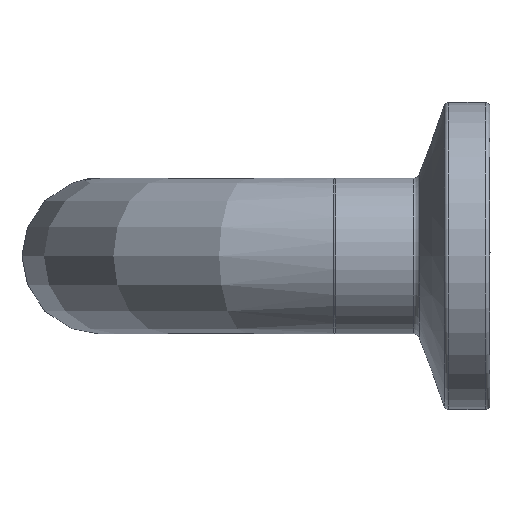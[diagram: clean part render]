
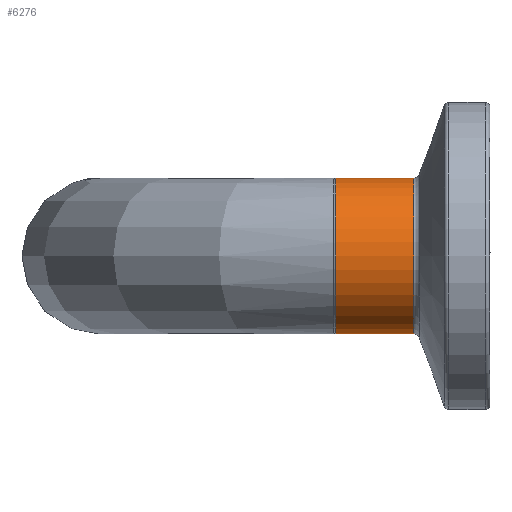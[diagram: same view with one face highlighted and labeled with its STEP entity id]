
A CAD part, left-side view. The second image highlights one B-rep face of the part: STEP entity #6276.
In plain terms, the highlighted cylindrical face has radius 6.35 mm (diameter 12.7 mm), a full revolution.
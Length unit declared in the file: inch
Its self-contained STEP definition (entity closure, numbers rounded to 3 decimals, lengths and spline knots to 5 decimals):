
#22=CYLINDRICAL_SURFACE('',#6465,0.25);
#62=CIRCLE('',#6464,0.25);
#63=CIRCLE('',#6466,0.25);
#137=FACE_BOUND('',#1815,.T.);
#1397=FACE_OUTER_BOUND('',#1814,.T.);
#1814=EDGE_LOOP('',(#5843));
#1815=EDGE_LOOP('',(#5844));
#3055=VERTEX_POINT('',#16076);
#3056=VERTEX_POINT('',#16079);
#3988=EDGE_CURVE('',#3055,#3055,#62,.T.);
#3989=EDGE_CURVE('',#3056,#3056,#63,.T.);
#5843=ORIENTED_EDGE('',*,*,#3989,.F.);
#5844=ORIENTED_EDGE('',*,*,#3988,.F.);
#6276=ADVANCED_FACE('',(#1397,#137),#22,.T.);
#6464=AXIS2_PLACEMENT_3D('',#16077,#7135,#7136);
#6465=AXIS2_PLACEMENT_3D('',#16078,#7137,#7138);
#6466=AXIS2_PLACEMENT_3D('',#16080,#7139,#7140);
#7135=DIRECTION('center_axis',(0.,1.,0.));
#7136=DIRECTION('ref_axis',(1.,0.,0.));
#7137=DIRECTION('center_axis',(0.,1.,0.));
#7138=DIRECTION('ref_axis',(-1.,0.,0.));
#7139=DIRECTION('center_axis',(0.,-1.,0.));
#7140=DIRECTION('ref_axis',(1.,0.,0.));
#16076=CARTESIAN_POINT('',(-0.25,0.495,0.));
#16077=CARTESIAN_POINT('Origin',(0.,0.495,0.));
#16078=CARTESIAN_POINT('Origin',(0.,0.36554,
0.));
#16079=CARTESIAN_POINT('',(-0.25,0.24508,0.));
#16080=CARTESIAN_POINT('Origin',(0.,0.24508,
0.));
